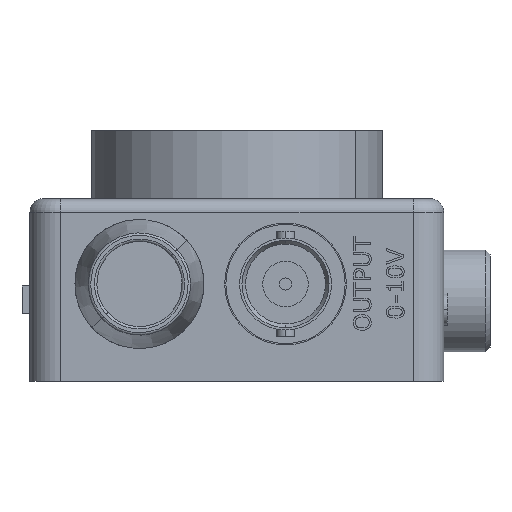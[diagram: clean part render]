
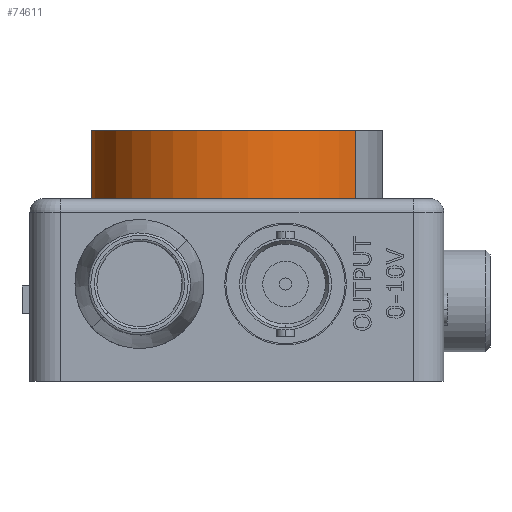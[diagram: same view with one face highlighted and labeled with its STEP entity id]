
A CAD part, front view. The second image highlights one B-rep face of the part: STEP entity #74611.
In plain terms, the highlighted cylindrical face has radius 15.24 mm (diameter 30.48 mm), a partial arc.
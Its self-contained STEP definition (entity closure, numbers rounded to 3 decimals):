
#51941 = AXIS2_PLACEMENT_3D ( 'NONE', #56294, #56295, #56296 ) ;
#52241 = CIRCLE ( 'NONE', #52261, 15.24 ) ;
#52253 = VECTOR ( 'NONE', #58887, 1000. ) ;
#52257 = CIRCLE ( 'NONE', #52259, 15.24 ) ;
#52258 = VECTOR ( 'NONE', #58902, 1000. ) ;
#52259 = AXIS2_PLACEMENT_3D ( 'NONE', #58904, #58906, #58908 ) ;
#52261 = AXIS2_PLACEMENT_3D ( 'NONE', #58910, #58912, #58913 ) ;
#53158 = CARTESIAN_POINT ( 'NONE',  ( 33.954, 29.19, 26.162 ) ) ;
#53159 = CARTESIAN_POINT ( 'NONE',  ( 9.226, 47.01, 26.162 ) ) ;
#53160 = CARTESIAN_POINT ( 'NONE',  ( 33.954, 29.19, 19.05 ) ) ;
#53161 = CARTESIAN_POINT ( 'NONE',  ( 9.226, 47.01, 19.05 ) ) ;
#56294 = CARTESIAN_POINT ( 'NONE',  ( 21.59, 38.1, 26.162 ) ) ;
#56295 = DIRECTION ( 'NONE',  ( 0., 0., -1. ) ) ;
#56296 = DIRECTION ( 'NONE',  ( -0.811, 0.585, 0. ) ) ;
#56868 = FACE_OUTER_BOUND ( 'NONE', #69942, .T. ) ;
#56871 = CYLINDRICAL_SURFACE ( 'NONE', #51941, 15.24 ) ;
#58885 = CARTESIAN_POINT ( 'NONE',  ( 33.954, 29.19, 26.162 ) ) ;
#58887 = DIRECTION ( 'NONE',  ( 0., 0., -1. ) ) ;
#58900 = CARTESIAN_POINT ( 'NONE',  ( 9.226, 47.01, 26.162 ) ) ;
#58902 = DIRECTION ( 'NONE',  ( 0., 0., -1. ) ) ;
#58904 = CARTESIAN_POINT ( 'NONE',  ( 21.59, 38.1, 26.162 ) ) ;
#58906 = DIRECTION ( 'NONE',  ( 0., 0., 1. ) ) ;
#58908 = DIRECTION ( 'NONE',  ( 0.811, -0.585, 0. ) ) ;
#58910 = CARTESIAN_POINT ( 'NONE',  ( 21.59, 38.1, 19.05 ) ) ;
#58912 = DIRECTION ( 'NONE',  ( 0., 0., 1. ) ) ;
#58913 = DIRECTION ( 'NONE',  ( 0.811, -0.585, 0. ) ) ;
#60168 = LINE ( 'NONE', #58885, #52253 ) ;
#60169 = LINE ( 'NONE', #58900, #52258 ) ;
#68576 = VERTEX_POINT ( 'NONE', #53158 ) ;
#68577 = VERTEX_POINT ( 'NONE', #53159 ) ;
#68578 = VERTEX_POINT ( 'NONE', #53160 ) ;
#68579 = VERTEX_POINT ( 'NONE', #53161 ) ;
#69942 = EDGE_LOOP ( 'NONE', ( #74277, #74279, #74278, #74280 ) ) ;
#74277 = ORIENTED_EDGE ( 'NONE', *, *, #74723, .F. ) ;
#74278 = ORIENTED_EDGE ( 'NONE', *, *, #74726, .T. ) ;
#74279 = ORIENTED_EDGE ( 'NONE', *, *, #74727, .F. ) ;
#74280 = ORIENTED_EDGE ( 'NONE', *, *, #74728, .T. ) ;
#74611 = ADVANCED_FACE ( 'NONE', ( #56868 ), #56871, .T. ) ;
#74723 = EDGE_CURVE ( 'NONE', #68576, #68578, #60168, .T. ) ;
#74726 = EDGE_CURVE ( 'NONE', #68577, #68579, #60169, .T. ) ;
#74727 = EDGE_CURVE ( 'NONE', #68577, #68576, #52257, .T. ) ;
#74728 = EDGE_CURVE ( 'NONE', #68579, #68578, #52241, .T. ) ;
